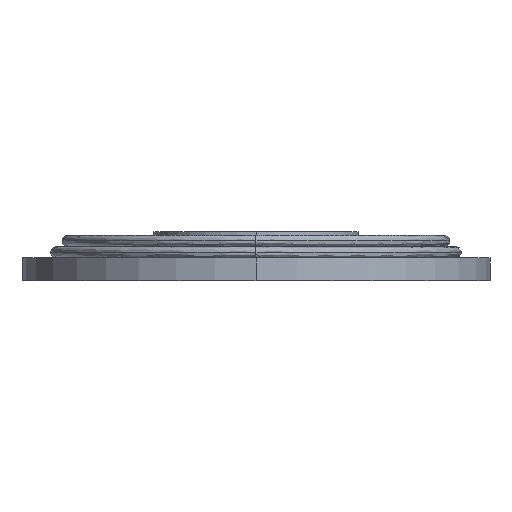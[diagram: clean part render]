
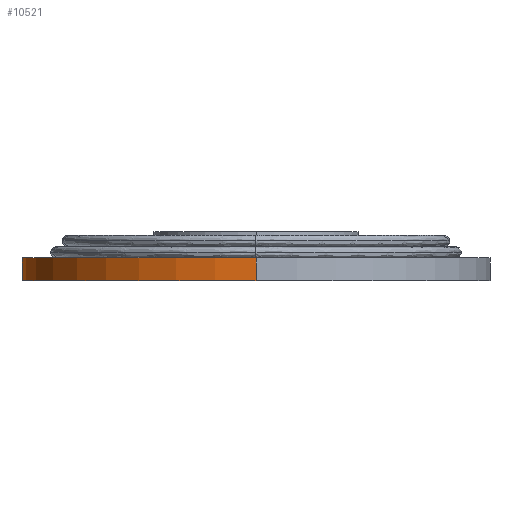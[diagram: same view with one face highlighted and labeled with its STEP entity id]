
A CAD part, left-side view. The second image highlights one B-rep face of the part: STEP entity #10521.
In plain terms, the highlighted cylindrical face has radius 10.25 mm (diameter 20.5 mm), a partial arc.
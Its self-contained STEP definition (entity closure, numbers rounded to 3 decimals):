
#178 = CIRCLE ( 'NONE', #13288, 10.25 ) ;
#426 = VECTOR ( 'NONE', #1939, 1000. ) ;
#1872 = CARTESIAN_POINT ( 'NONE',  ( 10.25, 0., -1. ) ) ;
#1939 = DIRECTION ( 'NONE',  ( 0., 0., -1. ) ) ;
#3683 = CIRCLE ( 'NONE', #11577, 10.25 ) ;
#3783 = AXIS2_PLACEMENT_3D ( 'NONE', #5578, #5302, #9617 ) ;
#4157 = DIRECTION ( 'NONE',  ( -1., 0., 0. ) ) ;
#4255 = EDGE_CURVE ( 'NONE', #10706, #8406, #7251, .T. ) ;
#4291 = DIRECTION ( 'NONE',  ( 0., 0., -1. ) ) ;
#4338 = VERTEX_POINT ( 'NONE', #8802 ) ;
#4356 = ORIENTED_EDGE ( 'NONE', *, *, #11539, .F. ) ;
#4503 = VECTOR ( 'NONE', #7824, 1000. ) ;
#4913 = EDGE_CURVE ( 'NONE', #4338, #9297, #11002, .T. ) ;
#5282 = DIRECTION ( 'NONE',  ( 0., 0., -1. ) ) ;
#5302 = DIRECTION ( 'NONE',  ( 0., 0., -1. ) ) ;
#5578 = CARTESIAN_POINT ( 'NONE',  ( 0., 0., -1. ) ) ;
#5646 = CARTESIAN_POINT ( 'NONE',  ( 10.25, 0., 0. ) ) ;
#5731 = CARTESIAN_POINT ( 'NONE',  ( -10.25, 0., -1. ) ) ;
#5845 = ORIENTED_EDGE ( 'NONE', *, *, #4255, .T. ) ;
#7251 = LINE ( 'NONE', #1872, #426 ) ;
#7451 = CARTESIAN_POINT ( 'NONE',  ( 10.25, 0., -1. ) ) ;
#7557 = ORIENTED_EDGE ( 'NONE', *, *, #4913, .F. ) ;
#7753 = CARTESIAN_POINT ( 'NONE',  ( -10.25, 0., -1. ) ) ;
#7824 = DIRECTION ( 'NONE',  ( 0., 0., -1. ) ) ;
#8019 = EDGE_CURVE ( 'NONE', #4338, #10706, #3683, .T. ) ;
#8341 = CARTESIAN_POINT ( 'NONE',  ( 0., 0., 0. ) ) ;
#8382 = ORIENTED_EDGE ( 'NONE', *, *, #8019, .T. ) ;
#8406 = VERTEX_POINT ( 'NONE', #7451 ) ;
#8802 = CARTESIAN_POINT ( 'NONE',  ( -10.25, 0., 0. ) ) ;
#9297 = VERTEX_POINT ( 'NONE', #5731 ) ;
#9588 = CARTESIAN_POINT ( 'NONE',  ( 0., 0., -1. ) ) ;
#9617 = DIRECTION ( 'NONE',  ( -1., 0., 0. ) ) ;
#9762 = CYLINDRICAL_SURFACE ( 'NONE', #3783, 10.25 ) ;
#10521 = ADVANCED_FACE ( 'NONE', ( #13088 ), #9762, .T. ) ;
#10599 = EDGE_LOOP ( 'NONE', ( #8382, #5845, #4356, #7557 ) ) ;
#10706 = VERTEX_POINT ( 'NONE', #5646 ) ;
#11002 = LINE ( 'NONE', #7753, #4503 ) ;
#11539 = EDGE_CURVE ( 'NONE', #9297, #8406, #178, .T. ) ;
#11577 = AXIS2_PLACEMENT_3D ( 'NONE', #8341, #5282, #4157 ) ;
#13088 = FACE_OUTER_BOUND ( 'NONE', #10599, .T. ) ;
#13288 = AXIS2_PLACEMENT_3D ( 'NONE', #9588, #4291, #13987 ) ;
#13987 = DIRECTION ( 'NONE',  ( -1., 0., 0. ) ) ;
